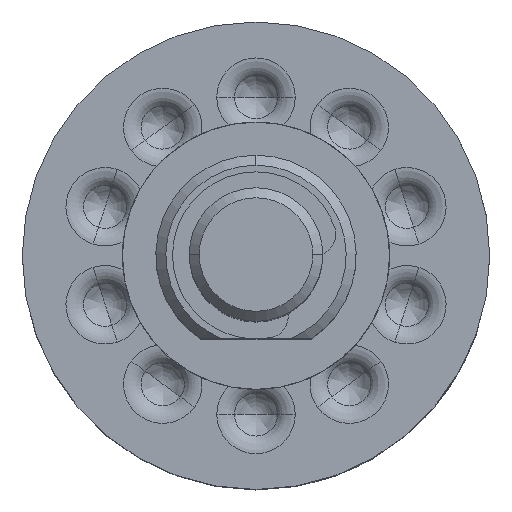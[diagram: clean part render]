
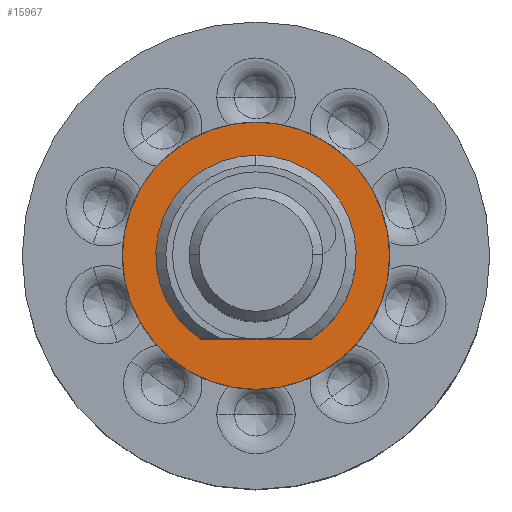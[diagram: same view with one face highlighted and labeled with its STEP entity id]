
A CAD part, top view. The second image highlights one B-rep face of the part: STEP entity #15967.
In plain terms, the highlighted planar face has unit normal (0, 0, 1).
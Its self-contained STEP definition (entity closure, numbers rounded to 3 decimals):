
#321 = CIRCLE ( 'NONE', #12449, 4. ) ;
#1632 = FACE_BOUND ( 'NONE', #13803, .T. ) ;
#1884 = DIRECTION ( 'NONE',  ( 0., 0., 1. ) ) ;
#2375 = DIRECTION ( 'NONE',  ( 0., 0., 1. ) ) ;
#2539 = CARTESIAN_POINT ( 'NONE',  ( 1.658, -2.5, 0. ) ) ;
#3188 = EDGE_CURVE ( 'NONE', #3339, #5487, #321, .T. ) ;
#3290 = AXIS2_PLACEMENT_3D ( 'NONE', #14958, #7534, #6366 ) ;
#3339 = VERTEX_POINT ( 'NONE', #12624 ) ;
#3518 = DIRECTION ( 'NONE',  ( 0., 0., 1. ) ) ;
#3561 = LINE ( 'NONE', #6147, #4148 ) ;
#4148 = VECTOR ( 'NONE', #12219, 1000. ) ;
#4666 = PLANE ( 'NONE',  #7333 ) ;
#4797 = ORIENTED_EDGE ( 'NONE', *, *, #11811, .T. ) ;
#4869 = DIRECTION ( 'NONE',  ( 0., -1., 0. ) ) ;
#5241 = EDGE_LOOP ( 'NONE', ( #12713, #8341 ) ) ;
#5275 = CIRCLE ( 'NONE', #5358, 3. ) ;
#5349 = CARTESIAN_POINT ( 'NONE',  ( 0., 0., 0. ) ) ;
#5358 = AXIS2_PLACEMENT_3D ( 'NONE', #5349, #14017, #5450 ) ;
#5450 = DIRECTION ( 'NONE',  ( 0., -1., 0. ) ) ;
#5487 = VERTEX_POINT ( 'NONE', #6647 ) ;
#5572 = CARTESIAN_POINT ( 'NONE',  ( 0., 0., 0. ) ) ;
#6147 = CARTESIAN_POINT ( 'NONE',  ( 0., -2.5, 0. ) ) ;
#6312 = VERTEX_POINT ( 'NONE', #11861 ) ;
#6366 = DIRECTION ( 'NONE',  ( 0., -1., 0. ) ) ;
#6581 = EDGE_CURVE ( 'NONE', #15246, #6312, #10886, .T. ) ;
#6647 = CARTESIAN_POINT ( 'NONE',  ( 0., -4., 0. ) ) ;
#7121 = VERTEX_POINT ( 'NONE', #2539 ) ;
#7333 = AXIS2_PLACEMENT_3D ( 'NONE', #14747, #3518, #10892 ) ;
#7534 = DIRECTION ( 'NONE',  ( 0., 0., 1. ) ) ;
#8341 = ORIENTED_EDGE ( 'NONE', *, *, #10872, .T. ) ;
#9038 = CARTESIAN_POINT ( 'NONE',  ( 0., 3., 0. ) ) ;
#9778 = CARTESIAN_POINT ( 'NONE',  ( 0., 0., 0. ) ) ;
#10294 = ORIENTED_EDGE ( 'NONE', *, *, #6581, .F. ) ;
#10872 = EDGE_CURVE ( 'NONE', #5487, #3339, #15715, .T. ) ;
#10886 = CIRCLE ( 'NONE', #3290, 3. ) ;
#10892 = DIRECTION ( 'NONE',  ( 0., -1., 0. ) ) ;
#11692 = ORIENTED_EDGE ( 'NONE', *, *, #12518, .F. ) ;
#11811 = EDGE_CURVE ( 'NONE', #7121, #6312, #3561, .T. ) ;
#11813 = DIRECTION ( 'NONE',  ( 0., -1., 0. ) ) ;
#11861 = CARTESIAN_POINT ( 'NONE',  ( -1.658, -2.5, 0. ) ) ;
#12219 = DIRECTION ( 'NONE',  ( -1., 0., 0. ) ) ;
#12449 = AXIS2_PLACEMENT_3D ( 'NONE', #9778, #2375, #4869 ) ;
#12510 = FACE_OUTER_BOUND ( 'NONE', #5241, .T. ) ;
#12518 = EDGE_CURVE ( 'NONE', #7121, #15246, #5275, .T. ) ;
#12624 = CARTESIAN_POINT ( 'NONE',  ( 0., 4., 0. ) ) ;
#12713 = ORIENTED_EDGE ( 'NONE', *, *, #3188, .T. ) ;
#13449 = AXIS2_PLACEMENT_3D ( 'NONE', #5572, #1884, #11813 ) ;
#13803 = EDGE_LOOP ( 'NONE', ( #11692, #4797, #10294 ) ) ;
#14017 = DIRECTION ( 'NONE',  ( 0., 0., 1. ) ) ;
#14747 = CARTESIAN_POINT ( 'NONE',  ( 0., 0., 0. ) ) ;
#14958 = CARTESIAN_POINT ( 'NONE',  ( 0., 0., 0. ) ) ;
#15246 = VERTEX_POINT ( 'NONE', #9038 ) ;
#15715 = CIRCLE ( 'NONE', #13449, 4. ) ;
#15967 = ADVANCED_FACE ( 'NONE', ( #1632, #12510 ), #4666, .T. ) ;
